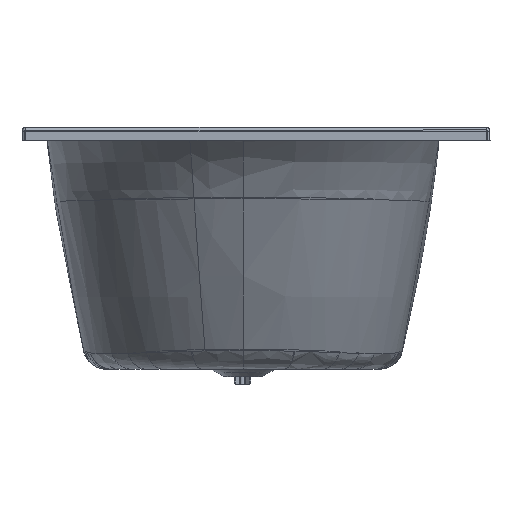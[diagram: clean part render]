
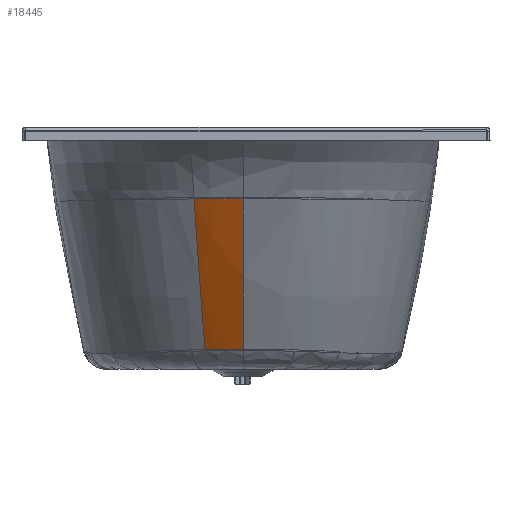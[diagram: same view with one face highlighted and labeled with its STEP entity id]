
A CAD part, left-side view. The second image highlights one B-rep face of the part: STEP entity #18445.
In plain terms, the highlighted free-form (B-spline) face has degree [3, 3] with [7, 5] control points.
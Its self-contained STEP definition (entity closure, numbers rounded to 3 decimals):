
#15765=CARTESIAN_POINT('',(-591.29,-429.946,-73.191));
#15766=VERTEX_POINT('',#15765);
#15774=CARTESIAN_POINT('',(-600.726,-429.145,0.));
#15775=VERTEX_POINT('',#15774);
#15776=CARTESIAN_POINT('',(-600.726,-429.145,0.));
#15777=CARTESIAN_POINT('',(-600.726,-429.145,-24.814));
#15778=CARTESIAN_POINT('',(-597.447,-429.46,-49.486));
#15779=CARTESIAN_POINT('',(-591.29,-429.946,-73.191));
#15780=B_SPLINE_CURVE_WITH_KNOTS('',3,(#15776,#15777,#15778,#15779),.UNSPECIFIED.,.F.,.U.,(4,4),(-46.023,20.663),.UNSPECIFIED.);
#15781=EDGE_CURVE('',#15775,#15766,#15780,.T.);
#18368=CARTESIAN_POINT('',(-591.292,-429.947,-73.191));
#18369=CARTESIAN_POINT('',(-613.713,-395.412,-75.907));
#18370=CARTESIAN_POINT('',(-659.065,-322.51,-81.475));
#18371=CARTESIAN_POINT('',(-713.869,-225.993,-88.383));
#18372=CARTESIAN_POINT('',(-747.145,-162.653,-92.668));
#18373=CARTESIAN_POINT('',(-759.272,-138.855,-94.243));
#18374=CARTESIAN_POINT('',(-759.909,-137.602,-94.326));
#18375=CARTESIAN_POINT('',(-593.242,-429.952,-65.254));
#18376=CARTESIAN_POINT('',(-615.762,-395.412,-67.682));
#18377=CARTESIAN_POINT('',(-661.316,-322.5,-72.66));
#18378=CARTESIAN_POINT('',(-716.37,-225.966,-78.839));
#18379=CARTESIAN_POINT('',(-749.801,-162.612,-82.672));
#18380=CARTESIAN_POINT('',(-761.985,-138.808,-84.081));
#18381=CARTESIAN_POINT('',(-762.625,-137.555,-84.155));
#18382=CARTESIAN_POINT('',(-598.155,-429.963,-41.151));
#18383=CARTESIAN_POINT('',(-620.925,-395.413,-42.695));
#18384=CARTESIAN_POINT('',(-666.99,-322.476,-45.863));
#18385=CARTESIAN_POINT('',(-722.676,-225.899,-49.796));
#18386=CARTESIAN_POINT('',(-756.498,-162.508,-52.238));
#18387=CARTESIAN_POINT('',(-768.825,-138.689,-53.136));
#18388=CARTESIAN_POINT('',(-769.473,-137.435,-53.183));
#18389=CARTESIAN_POINT('',(-600.182,-429.967,-16.464));
#18390=CARTESIAN_POINT('',(-623.056,-395.413,-17.082));
#18391=CARTESIAN_POINT('',(-669.334,-322.466,-18.349));
#18392=CARTESIAN_POINT('',(-725.284,-225.871,-19.923));
#18393=CARTESIAN_POINT('',(-759.27,-162.465,-20.899));
#18394=CARTESIAN_POINT('',(-771.657,-138.639,-21.258));
#18395=CARTESIAN_POINT('',(-772.308,-137.385,-21.277));
#18396=CARTESIAN_POINT('',(-600.182,-429.967,0.));
#18397=CARTESIAN_POINT('',(-623.056,-395.413,0.));
#18398=CARTESIAN_POINT('',(-669.334,-322.466,0.));
#18399=CARTESIAN_POINT('',(-725.284,-225.871,0.));
#18400=CARTESIAN_POINT('',(-759.27,-162.465,0.));
#18401=CARTESIAN_POINT('',(-771.657,-138.639,0.));
#18402=CARTESIAN_POINT('',(-772.308,-137.385,0.));
#18403=B_SPLINE_SURFACE_WITH_KNOTS('',3,3,((#18368,#18375,#18382,#18389,#18396),(#18369,#18376,#18383,#18390,#18397),(#18370,#18377,#18384,#18391,#18398),(#18371,#18378,#18385,#18392,#18399),(#18372,#18379,#18386,#18393,#18400),(#18373,#18380,#18387,#18394,#18401),(#18374,#18381,#18388,#18395,#18402)),.UNSPECIFIED.,.F.,.F.,.U.,(4,1,1,1,4),(4,1,4),(10.13,123.255,246.51,315.841,319.693),(901.237,932.315,994.469),.UNSPECIFIED.);
#18404=CARTESIAN_POINT('',(-759.909,-137.602,-94.326));
#18405=VERTEX_POINT('',#18404);
#18406=CARTESIAN_POINT('',(-591.292,-429.947,-73.191));
#18407=CARTESIAN_POINT('',(-613.713,-395.412,-75.907));
#18408=CARTESIAN_POINT('',(-659.065,-322.509,-81.475));
#18409=CARTESIAN_POINT('',(-713.869,-225.993,-88.383));
#18410=CARTESIAN_POINT('',(-747.145,-162.653,-92.668));
#18411=CARTESIAN_POINT('',(-759.272,-138.855,-94.243));
#18412=CARTESIAN_POINT('',(-759.909,-137.602,-94.326));
#18413=B_SPLINE_CURVE_WITH_KNOTS('',3,(#18406,#18407,#18408,#18409,#18410,#18411,#18412),.UNSPECIFIED.,.F.,.U.,(4,1,1,1,4),(10.131,123.255,246.51,315.841,319.693),.UNSPECIFIED.);
#18414=EDGE_CURVE('',#18405,#15766,#18413,.F.);
#18415=ORIENTED_EDGE('',*,*,#18414,.F.);
#18416=CARTESIAN_POINT('',(-772.308,-137.385,0.));
#18417=VERTEX_POINT('',#18416);
#18418=CARTESIAN_POINT('',(-759.909,-137.602,-94.326));
#18419=CARTESIAN_POINT('',(-762.625,-137.555,-84.155));
#18420=CARTESIAN_POINT('',(-769.473,-137.435,-53.183));
#18421=CARTESIAN_POINT('',(-772.308,-137.385,-21.277));
#18422=CARTESIAN_POINT('',(-772.308,-137.385,0.));
#18423=B_SPLINE_CURVE_WITH_KNOTS('',3,(#18418,#18419,#18420,#18421,#18422),.UNSPECIFIED.,.F.,.U.,(4,1,4),(901.237,932.315,994.469),.UNSPECIFIED.);
#18424=EDGE_CURVE('',#18405,#18417,#18423,.T.);
#18425=ORIENTED_EDGE('',*,*,#18424,.T.);
#18426=CARTESIAN_POINT('',(-600.726,-429.145,0.));
#18427=CARTESIAN_POINT('',(-623.408,-394.859,0.));
#18428=CARTESIAN_POINT('',(-645.374,-360.223,0.));
#18429=CARTESIAN_POINT('',(-666.66,-325.194,0.));
#18430=CARTESIAN_POINT('',(-690.038,-286.722,0.));
#18431=CARTESIAN_POINT('',(-712.595,-247.777,0.));
#18432=CARTESIAN_POINT('',(-734.363,-208.295,0.));
#18433=CARTESIAN_POINT('',(-746.608,-186.087,0.));
#18434=CARTESIAN_POINT('',(-758.603,-163.708,0.));
#18435=CARTESIAN_POINT('',(-770.352,-141.147,0.));
#18436=CARTESIAN_POINT('',(-771.005,-139.893,0.));
#18437=CARTESIAN_POINT('',(-771.657,-138.639,0.));
#18438=CARTESIAN_POINT('',(-772.308,-137.385,0.));
#18439=B_SPLINE_CURVE_WITH_KNOTS('',3,(#18426,#18427,#18428,#18429,#18430,#18431,#18432,#18433,#18434,#18435,#18436,#18437,#18438),.UNSPECIFIED.,.F.,.U.,(4,3,3,3,4),(11.028,123.255,246.51,315.841,319.693),.UNSPECIFIED.);
#18440=EDGE_CURVE('',#18417,#15775,#18439,.F.);
#18441=ORIENTED_EDGE('',*,*,#18440,.T.);
#18442=ORIENTED_EDGE('',*,*,#15781,.T.);
#18443=EDGE_LOOP('',(#18415,#18425,#18441,#18442));
#18444=FACE_OUTER_BOUND('',#18443,.T.);
#18445=ADVANCED_FACE('',(#18444),#18403,.T.);
